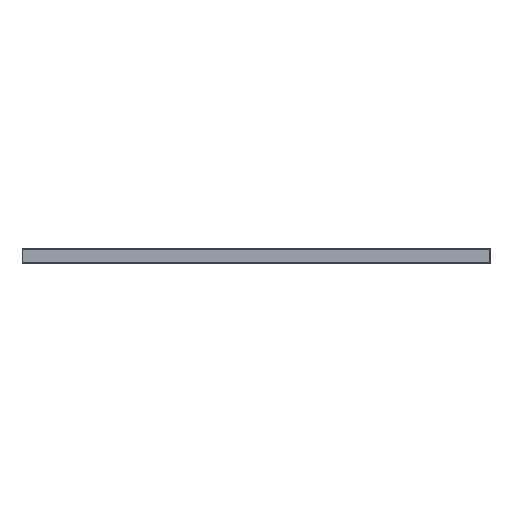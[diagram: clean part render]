
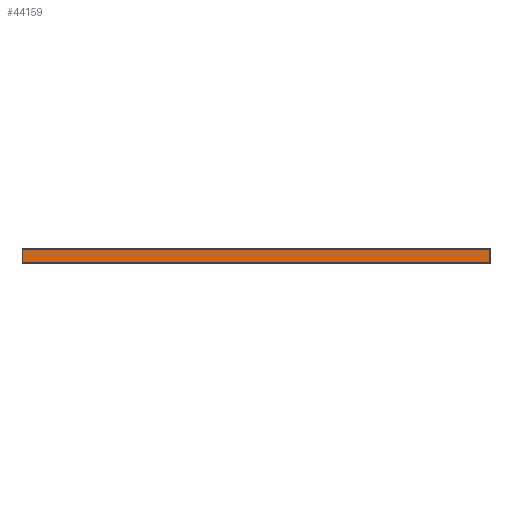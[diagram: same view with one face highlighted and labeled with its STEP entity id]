
A CAD part, left-side view. The second image highlights one B-rep face of the part: STEP entity #44159.
In plain terms, the highlighted planar face has unit normal (-1, 0, 0).
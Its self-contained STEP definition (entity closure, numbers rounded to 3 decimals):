
#44103 = VERTEX_POINT('',#44104);
#44104 = CARTESIAN_POINT('',(73.66,-115.57,1.51));
#44110 = EDGE_CURVE('',#44111,#44103,#44113,.T.);
#44111 = VERTEX_POINT('',#44112);
#44112 = CARTESIAN_POINT('',(73.66,-115.57,0.));
#44113 = LINE('',#44114,#44115);
#44114 = CARTESIAN_POINT('',(73.66,-115.57,0.));
#44115 = VECTOR('',#44116,1.);
#44116 = DIRECTION('',(0.,0.,1.));
#44159 = ADVANCED_FACE('',(#44160),#44185,.T.);
#44160 = FACE_BOUND('',#44161,.T.);
#44161 = EDGE_LOOP('',(#44162,#44163,#44171,#44179));
#44162 = ORIENTED_EDGE('',*,*,#44110,.T.);
#44163 = ORIENTED_EDGE('',*,*,#44164,.T.);
#44164 = EDGE_CURVE('',#44103,#44165,#44167,.T.);
#44165 = VERTEX_POINT('',#44166);
#44166 = CARTESIAN_POINT('',(73.66,-63.5,1.51));
#44167 = LINE('',#44168,#44169);
#44168 = CARTESIAN_POINT('',(73.66,-115.57,1.51));
#44169 = VECTOR('',#44170,1.);
#44170 = DIRECTION('',(0.,1.,0.));
#44171 = ORIENTED_EDGE('',*,*,#44172,.F.);
#44172 = EDGE_CURVE('',#44173,#44165,#44175,.T.);
#44173 = VERTEX_POINT('',#44174);
#44174 = CARTESIAN_POINT('',(73.66,-63.5,0.));
#44175 = LINE('',#44176,#44177);
#44176 = CARTESIAN_POINT('',(73.66,-63.5,0.));
#44177 = VECTOR('',#44178,1.);
#44178 = DIRECTION('',(0.,0.,1.));
#44179 = ORIENTED_EDGE('',*,*,#44180,.F.);
#44180 = EDGE_CURVE('',#44111,#44173,#44181,.T.);
#44181 = LINE('',#44182,#44183);
#44182 = CARTESIAN_POINT('',(73.66,-115.57,0.));
#44183 = VECTOR('',#44184,1.);
#44184 = DIRECTION('',(0.,1.,0.));
#44185 = PLANE('',#44186);
#44186 = AXIS2_PLACEMENT_3D('',#44187,#44188,#44189);
#44187 = CARTESIAN_POINT('',(73.66,-115.57,0.));
#44188 = DIRECTION('',(-1.,0.,0.));
#44189 = DIRECTION('',(0.,1.,0.));
